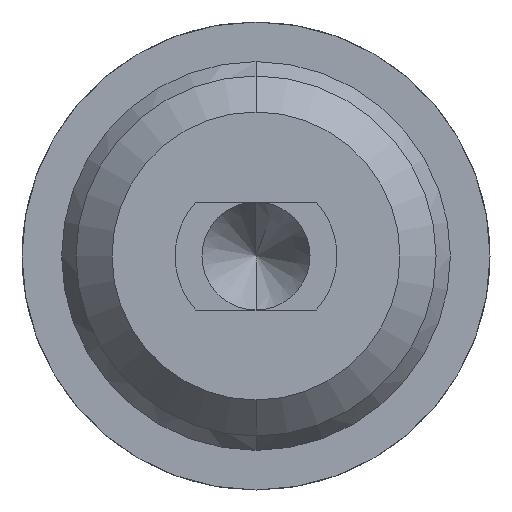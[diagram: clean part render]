
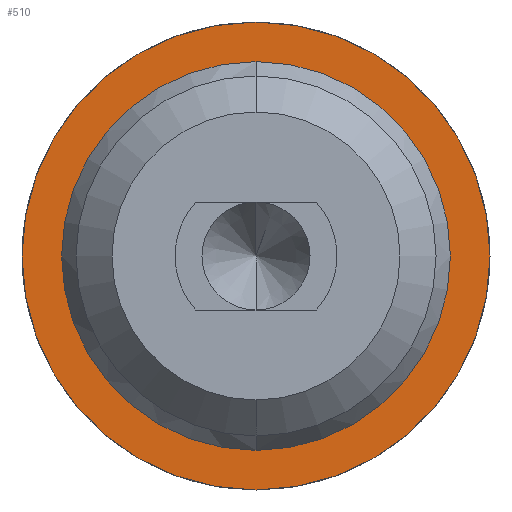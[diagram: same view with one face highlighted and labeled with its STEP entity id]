
A CAD part, front view. The second image highlights one B-rep face of the part: STEP entity #510.
In plain terms, the highlighted planar face has unit normal (0, -1, 0).
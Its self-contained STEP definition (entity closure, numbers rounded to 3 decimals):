
#175 = DIRECTION ( 'NONE',  ( 0., -1., 0. ) ) ;
#274 = ORIENTED_EDGE ( 'NONE', *, *, #1176, .F. ) ;
#319 = CIRCLE ( 'NONE', #1055, 1.3 ) ;
#510 = ADVANCED_FACE ( 'Defeature ausgef�hrt3_7', ( #638, #4452 ), #2158, .T. ) ;
#592 = DIRECTION ( 'NONE',  ( 0., 0., -1. ) ) ;
#630 = VERTEX_POINT ( 'NONE', #4940 ) ;
#638 = FACE_OUTER_BOUND ( 'NONE', #4677, .T. ) ;
#679 = EDGE_CURVE ( 'Defeature ausgef�hrt3_6+Defeature ausgef�hrt3_7+Defeature ausgef�hrt3_7+Defeature ausgef�hrt3_7', #2814, #630, #2586, .T. ) ;
#712 = CARTESIAN_POINT ( 'NONE',  ( 0., 27.9, 1.3 ) ) ;
#756 = CARTESIAN_POINT ( 'NONE',  ( 0., 27.9, 0. ) ) ;
#808 = CARTESIAN_POINT ( 'NONE',  ( 0., 27.9, -1.3 ) ) ;
#966 = CARTESIAN_POINT ( 'NONE',  ( 1.08, 27.9, 0. ) ) ;
#1016 = DIRECTION ( 'NONE',  ( 0., -1., 0. ) ) ;
#1055 = AXIS2_PLACEMENT_3D ( 'NONE', #1733, #175, #1330 ) ;
#1176 = EDGE_CURVE ( 'Defeature ausgef�hrt3_6+Defeature ausgef�hrt3_7+Defeature ausgef�hrt3_7+Defeature ausgef�hrt3_7', #630, #2814, #1512, .T. ) ;
#1207 = ORIENTED_EDGE ( 'NONE', *, *, #679, .F. ) ;
#1330 = DIRECTION ( 'NONE',  ( 0., 0., -1. ) ) ;
#1423 = CARTESIAN_POINT ( 'NONE',  ( 0., 27.9, 0. ) ) ;
#1512 = CIRCLE ( 'NONE', #3587, 1.08 ) ;
#1574 = EDGE_CURVE ( 'Defeature ausgef�hrt3_7+Defeature ausgef�hrt3_8+Defeature ausgef�hrt3_8+Defeature ausgef�hrt3_8', #2823, #3136, #319, .T. ) ;
#1669 = CIRCLE ( 'NONE', #2327, 1.3 ) ;
#1733 = CARTESIAN_POINT ( 'NONE',  ( 0., 27.9, 0. ) ) ;
#1809 = DIRECTION ( 'NONE',  ( 0., 0., -1. ) ) ;
#1868 = DIRECTION ( 'NONE',  ( 0., -1., 0. ) ) ;
#2158 = PLANE ( 'NONE',  #2459 ) ;
#2175 = DIRECTION ( 'NONE',  ( 0., 0., -1. ) ) ;
#2327 = AXIS2_PLACEMENT_3D ( 'NONE', #756, #1868, #3468 ) ;
#2459 = AXIS2_PLACEMENT_3D ( 'NONE', #966, #1016, #592 ) ;
#2586 = CIRCLE ( 'NONE', #4706, 1.08 ) ;
#2634 = CARTESIAN_POINT ( 'NONE',  ( 0., 27.9, -1.08 ) ) ;
#2814 = VERTEX_POINT ( 'NONE', #2634 ) ;
#2823 = VERTEX_POINT ( 'NONE', #712 ) ;
#2932 = EDGE_CURVE ( 'Defeature ausgef�hrt3_7+Defeature ausgef�hrt3_8+Defeature ausgef�hrt3_8+Defeature ausgef�hrt3_8', #3136, #2823, #1669, .T. ) ;
#3136 = VERTEX_POINT ( 'NONE', #808 ) ;
#3241 = ORIENTED_EDGE ( 'NONE', *, *, #1574, .T. ) ;
#3345 = DIRECTION ( 'NONE',  ( 0., -1., 0. ) ) ;
#3468 = DIRECTION ( 'NONE',  ( 0., 0., -1. ) ) ;
#3587 = AXIS2_PLACEMENT_3D ( 'NONE', #4500, #3345, #2175 ) ;
#3651 = EDGE_LOOP ( 'NONE', ( #1207, #274 ) ) ;
#3914 = ORIENTED_EDGE ( 'NONE', *, *, #2932, .T. ) ;
#4163 = DIRECTION ( 'NONE',  ( 0., -1., 0. ) ) ;
#4452 = FACE_BOUND ( 'NONE', #3651, .T. ) ;
#4500 = CARTESIAN_POINT ( 'NONE',  ( 0., 27.9, 0. ) ) ;
#4677 = EDGE_LOOP ( 'NONE', ( #3914, #3241 ) ) ;
#4706 = AXIS2_PLACEMENT_3D ( 'NONE', #1423, #4163, #1809 ) ;
#4940 = CARTESIAN_POINT ( 'NONE',  ( 0., 27.9, 1.08 ) ) ;
